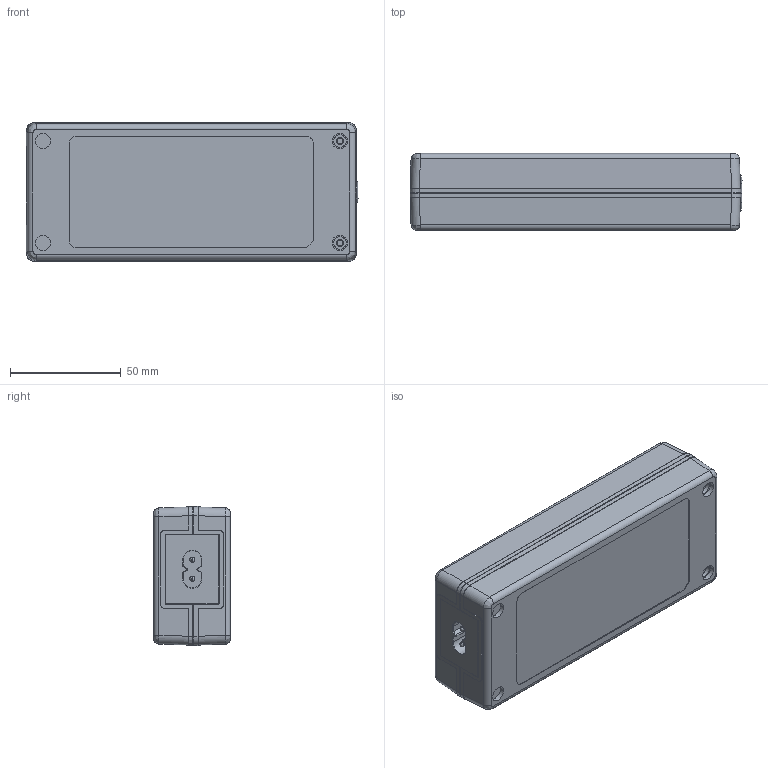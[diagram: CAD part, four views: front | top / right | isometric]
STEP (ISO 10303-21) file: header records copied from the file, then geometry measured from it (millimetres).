
FILE_DESCRIPTION((''),'2;1');
FILE_NAME('GTM961005P-100PD-USBCJ-T2_ASM','2022-09-20T16:26:25',('rd05'),(''),'CREO PARAMETRIC BY PTC INC, 2018050','CREO PARAMETRIC BY PTC INC, 2018050','');
FILE_SCHEMA(('CONFIG_CONTROL_DESIGN','GEOMETRIC_VALIDATION_PROPERTIES_MIM'));
Length unit declared in the file: millimetre
Products named in the file (9): BTM-CASE-TYPE-C_1_1; TOP-CASE-TYPE-C_1_1; AC-2PIN_1_1; TYPE-C_1_1; GTM961005P_DAUGHTER_BOARD_TYPE-_ASM; LED-LENS_1_1; 90-120W_ASM_3_ASM_1_ASM_1_ASM; 90-120W_ASM_3_ASM_ASM_1_ASM; GTM961005P-100PD-USBCJ-T2_ASM
Assembly tree (8 placements, depth 5):
  GTM961005P-100PD-USBCJ-T2_ASM
    90-120W_ASM_3_ASM_ASM_1_ASM
      90-120W_ASM_3_ASM_1_ASM_1_ASM
        BTM-CASE-TYPE-C_1_1
        TOP-CASE-TYPE-C_1_1
        AC-2PIN_1_1
        GTM961005P_DAUGHTER_BOARD_TYPE-_ASM
          TYPE-C_1_1
        LED-LENS_1_1
Bounding box: 149.8 x 34.7 x 62.8 mm (x, y, z)
Volume: 88169.8 mm3; surface area: 71792.3 mm2
Topology: 5 solids, 6 shells, 965 faces, 2621 edges, 1644 vertices
Faces by surface type: plane 441, cylinder 320, bspline 87, sphere 50, cone 42, torus 21, extrusion 4
Entity records: 35448 total; most frequent: CARTESIAN_POINT 10987, ORIENTED_EDGE 5116, DIRECTION 4608, EDGE_CURVE 2569, VERTEX_POINT 1643, AXIS2_PLACEMENT_3D 1546, VECTOR 1516, LINE 1512
